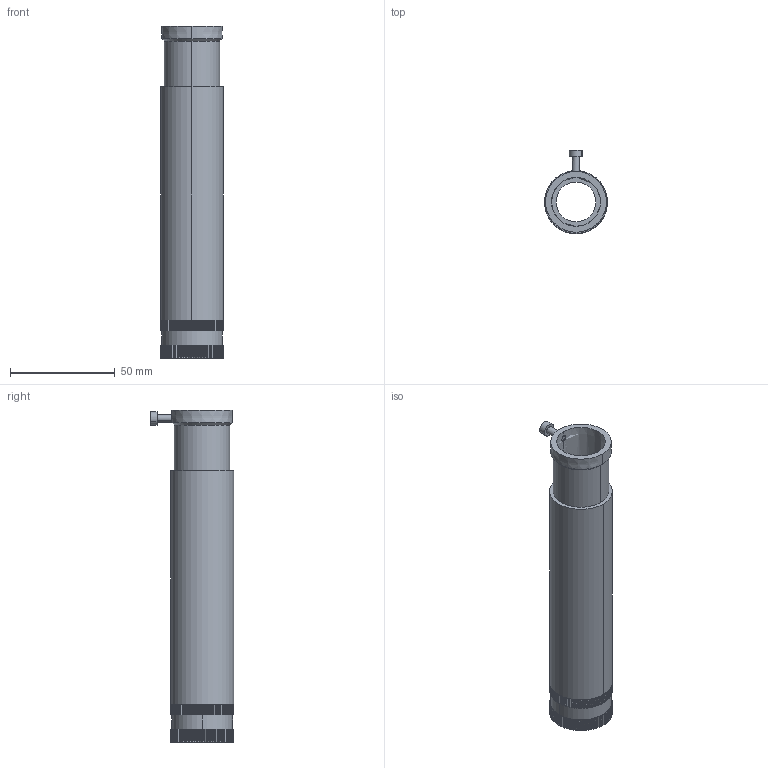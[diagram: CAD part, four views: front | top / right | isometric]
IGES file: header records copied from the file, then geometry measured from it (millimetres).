
Start section: SolidWorks IGES file using analytic representation for surfaces
Global section: file name: 54869.igs; native system: SolidWorks 2009; preprocessor: SolidWorks 2009; author: BillB; date: 100129.110543; units: millimetre
Bounding box: 30 x 39.67 x 158.5 mm (x, y, z)
Surface area: 29499.4 mm2 (no closed solid volume)
Topology: 0 solids, 4 shells, 773 faces, 2258 edges, 1504 vertices
Faces by surface type: plane 493, revolution 280
